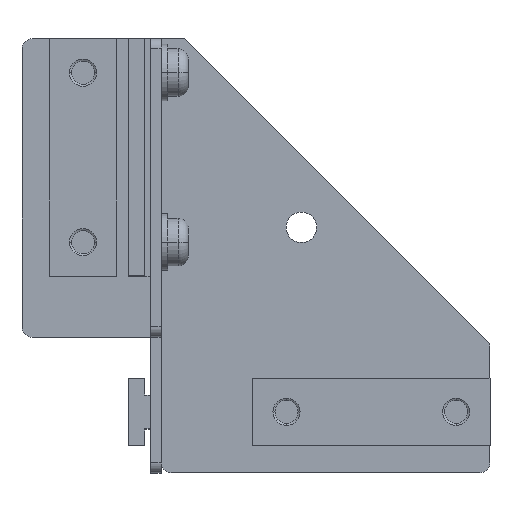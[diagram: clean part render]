
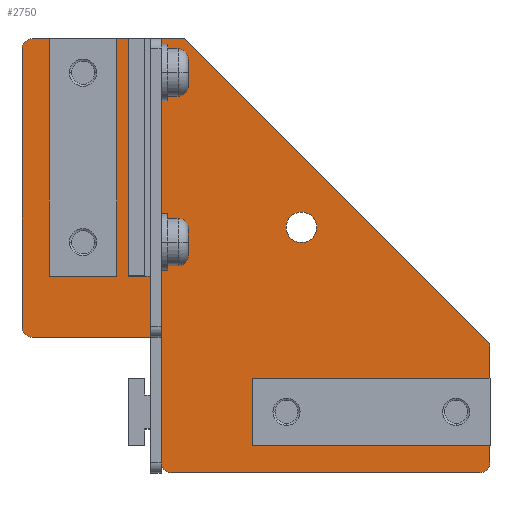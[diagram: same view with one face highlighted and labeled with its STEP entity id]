
A CAD part, top view. The second image highlights one B-rep face of the part: STEP entity #2750.
In plain terms, the highlighted face is planar.
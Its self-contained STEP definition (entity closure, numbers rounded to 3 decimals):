
#10=CARTESIAN_POINT('',(8.17,-4.408,
109.4));
#20=DIRECTION('',(1.,0.,0.));
#30=DIRECTION('',(0.,1.,0.));
#40=AXIS2_PLACEMENT_3D('',#10,#20,#30);
#50=PLANE('',#40);
#60=CARTESIAN_POINT('',(8.17,35.338,220.));
#70=DIRECTION('',(-1.,0.,0.));
#80=DIRECTION('',(0.,-1.,0.));
#90=AXIS2_PLACEMENT_3D('',#60,#70,#80);
#100=CIRCLE('',#90,4.5);
#110=CARTESIAN_POINT('',(8.17,39.838,220.));
#120=VERTEX_POINT('',#110);
#130=CARTESIAN_POINT('',(8.17,30.838,220.));
#140=VERTEX_POINT('',#130);
#150=EDGE_CURVE('',#120,#140,#100,.T.);
#160=ORIENTED_EDGE('',*,*,#150,.T.);
#170=CARTESIAN_POINT('',(8.17,39.838,
109.4));
#180=DIRECTION('',(0.,0.,1.));
#190=VECTOR('',#180,1.);
#200=LINE('',#170,#190);
#210=CARTESIAN_POINT('',(8.17,39.838,225.));
#220=VERTEX_POINT('',#210);
#230=EDGE_CURVE('',#120,#220,#200,.T.);
#240=ORIENTED_EDGE('',*,*,#230,.F.);
#250=CARTESIAN_POINT('',(8.17,35.338,225.));
#260=DIRECTION('',(-1.,0.,0.));
#270=DIRECTION('',(0.,-1.,0.));
#280=AXIS2_PLACEMENT_3D('',#250,#260,#270);
#290=CIRCLE('',#280,4.5);
#300=CARTESIAN_POINT('',(8.17,30.838,225.));
#310=VERTEX_POINT('',#300);
#320=EDGE_CURVE('',#310,#220,#290,.T.);
#330=ORIENTED_EDGE('',*,*,#320,.T.);
#340=CARTESIAN_POINT('',(8.17,30.838,
109.4));
#350=DIRECTION('',(0.,0.,-1.));
#360=VECTOR('',#350,1.);
#370=LINE('',#340,#360);
#380=EDGE_CURVE('',#310,#140,#370,.T.);
#390=ORIENTED_EDGE('',*,*,#380,.F.);
#400=EDGE_LOOP('',(#390,#330,#240,#160));
#410=FACE_BOUND('',#400,.T.);
#420=CARTESIAN_POINT('',(8.17,85.338,225.));
#430=DIRECTION('',(-1.,0.,0.));
#440=DIRECTION('',(0.,-1.,0.));
#450=AXIS2_PLACEMENT_3D('',#420,#430,#440);
#460=CIRCLE('',#450,4.5);
#470=CARTESIAN_POINT('',(8.17,80.838,225.));
#480=VERTEX_POINT('',#470);
#490=CARTESIAN_POINT('',(8.17,89.838,225.));
#500=VERTEX_POINT('',#490);
#510=EDGE_CURVE('',#480,#500,#460,.T.);
#520=ORIENTED_EDGE('',*,*,#510,.T.);
#530=CARTESIAN_POINT('',(8.17,80.838,
109.4));
#540=DIRECTION('',(0.,0.,-1.));
#550=VECTOR('',#540,1.);
#560=LINE('',#530,#550);
#570=CARTESIAN_POINT('',(8.17,80.838,220.));
#580=VERTEX_POINT('',#570);
#590=EDGE_CURVE('',#480,#580,#560,.T.);
#600=ORIENTED_EDGE('',*,*,#590,.F.);
#610=CARTESIAN_POINT('',(8.17,85.338,220.));
#620=DIRECTION('',(-1.,0.,0.));
#630=DIRECTION('',(0.,-1.,0.));
#640=AXIS2_PLACEMENT_3D('',#610,#620,#630);
#650=CIRCLE('',#640,4.5);
#660=CARTESIAN_POINT('',(8.17,89.838,220.));
#670=VERTEX_POINT('',#660);
#680=EDGE_CURVE('',#670,#580,#650,.T.);
#690=ORIENTED_EDGE('',*,*,#680,.T.);
#700=CARTESIAN_POINT('',(8.17,89.838,
109.4));
#710=DIRECTION('',(0.,0.,1.));
#720=VECTOR('',#710,1.);
#730=LINE('',#700,#720);
#740=EDGE_CURVE('',#670,#500,#730,.T.);
#750=ORIENTED_EDGE('',*,*,#740,.F.);
#760=EDGE_LOOP('',(#750,#690,#600,#520));
#770=FACE_BOUND('',#760,.T.);
#780=CARTESIAN_POINT('',(8.17,39.731,
155.607));
#790=DIRECTION('',(-1.,0.,0.));
#800=DIRECTION('',(0.,0.,1.));
#810=AXIS2_PLACEMENT_3D('',#780,#790,#800);
#820=CIRCLE('',#810,4.5);
#830=CARTESIAN_POINT('',(8.17,39.731,
160.107));
#840=VERTEX_POINT('',#830);
#850=CARTESIAN_POINT('',(8.17,39.731,
151.107));
#860=VERTEX_POINT('',#850);
#870=EDGE_CURVE('',#840,#860,#820,.T.);
#880=ORIENTED_EDGE('',*,*,#870,.T.);
#890=EDGE_CURVE('',#860,#840,#820,.T.);
#900=ORIENTED_EDGE('',*,*,#890,.T.);
#910=EDGE_LOOP('',(#900,#880));
#920=FACE_BOUND('',#910,.T.);
#930=CARTESIAN_POINT('',(8.17,-14.662,110.));
#940=DIRECTION('',(-1.,0.,0.));
#950=DIRECTION('',(0.,-1.,0.));
#960=AXIS2_PLACEMENT_3D('',#930,#940,#950);
#970=CIRCLE('',#960,4.5);
#980=CARTESIAN_POINT('',(8.17,-14.662,114.5));
#990=VERTEX_POINT('',#980);
#1000=CARTESIAN_POINT('',(8.17,-14.662,105.5));
#1010=VERTEX_POINT('',#1000);
#1020=EDGE_CURVE('',#990,#1010,#970,.T.);
#1030=ORIENTED_EDGE('',*,*,#1020,.T.);
#1040=CARTESIAN_POINT('',(8.17,-4.408,114.5));
#1050=DIRECTION('',(0.,-1.,0.));
#1060=VECTOR('',#1050,1.);
#1070=LINE('',#1040,#1060);
#1080=CARTESIAN_POINT('',(8.17,-19.662,114.5));
#1090=VERTEX_POINT('',#1080);
#1100=EDGE_CURVE('',#990,#1090,#1070,.T.);
#1110=ORIENTED_EDGE('',*,*,#1100,.F.);
#1120=CARTESIAN_POINT('',(8.17,-19.662,110.));
#1130=DIRECTION('',(-1.,0.,0.));
#1140=DIRECTION('',(0.,-1.,0.));
#1150=AXIS2_PLACEMENT_3D('',#1120,#1130,#1140);
#1160=CIRCLE('',#1150,4.5);
#1170=CARTESIAN_POINT('',(8.17,-19.662,105.5));
#1180=VERTEX_POINT('',#1170);
#1190=EDGE_CURVE('',#1180,#1090,#1160,.T.);
#1200=ORIENTED_EDGE('',*,*,#1190,.T.);
#1210=CARTESIAN_POINT('',(8.17,-4.408,105.5));
#1220=DIRECTION('',(0.,1.,0.));
#1230=VECTOR('',#1220,1.);
#1240=LINE('',#1210,#1230);
#1250=EDGE_CURVE('',#1180,#1010,#1240,.T.);
#1260=ORIENTED_EDGE('',*,*,#1250,.F.);
#1270=EDGE_LOOP('',(#1260,#1200,#1110,#1030));
#1280=FACE_BOUND('',#1270,.T.);
#1290=CARTESIAN_POINT('',(8.17,-14.662,160.));
#1300=DIRECTION('',(-1.,0.,0.));
#1310=DIRECTION('',(0.,-1.,0.));
#1320=AXIS2_PLACEMENT_3D('',#1290,#1300,#1310);
#1330=CIRCLE('',#1320,4.5);
#1340=CARTESIAN_POINT('',(8.17,-14.662,164.5));
#1350=VERTEX_POINT('',#1340);
#1360=CARTESIAN_POINT('',(8.17,-14.662,155.5));
#1370=VERTEX_POINT('',#1360);
#1380=EDGE_CURVE('',#1350,#1370,#1330,.T.);
#1390=ORIENTED_EDGE('',*,*,#1380,.T.);
#1400=CARTESIAN_POINT('',(8.17,-4.408,164.5));
#1410=DIRECTION('',(0.,-1.,0.));
#1420=VECTOR('',#1410,1.);
#1430=LINE('',#1400,#1420);
#1440=CARTESIAN_POINT('',(8.17,-19.662,164.5));
#1450=VERTEX_POINT('',#1440);
#1460=EDGE_CURVE('',#1350,#1450,#1430,.T.);
#1470=ORIENTED_EDGE('',*,*,#1460,.F.);
#1480=CARTESIAN_POINT('',(8.17,-19.662,160.));
#1490=DIRECTION('',(-1.,0.,0.));
#1500=DIRECTION('',(0.,-1.,0.));
#1510=AXIS2_PLACEMENT_3D('',#1480,#1490,#1500);
#1520=CIRCLE('',#1510,4.5);
#1530=CARTESIAN_POINT('',(8.17,-19.662,155.5));
#1540=VERTEX_POINT('',#1530);
#1550=EDGE_CURVE('',#1540,#1450,#1520,.T.);
#1560=ORIENTED_EDGE('',*,*,#1550,.T.);
#1570=CARTESIAN_POINT('',(8.17,-4.408,155.5));
#1580=DIRECTION('',(0.,1.,0.));
#1590=VECTOR('',#1580,1.);
#1600=LINE('',#1570,#1590);
#1610=EDGE_CURVE('',#1540,#1370,#1600,.T.);
#1620=ORIENTED_EDGE('',*,*,#1610,.F.);
#1630=EDGE_LOOP('',(#1620,#1560,#1470,#1390));
#1640=FACE_BOUND('',#1630,.T.);
#1650=CARTESIAN_POINT('',(8.17,-29.662,103.));
#1660=DIRECTION('',(1.,0.,0.));
#1670=DIRECTION('',(0.,1.,0.));
#1680=AXIS2_PLACEMENT_3D('',#1650,#1660,#1670);
#1690=CIRCLE('',#1680,3.);
#1700=CARTESIAN_POINT('',(8.17,-32.662,103.));
#1710=VERTEX_POINT('',#1700);
#1720=CARTESIAN_POINT('',(8.17,-29.662,100.));
#1730=VERTEX_POINT('',#1720);
#1740=EDGE_CURVE('',#1710,#1730,#1690,.T.);
#1750=ORIENTED_EDGE('',*,*,#1740,.T.);
#1760=CARTESIAN_POINT('',(8.17,-32.662,
109.4));
#1770=DIRECTION('',(0.,0.,1.));
#1780=VECTOR('',#1770,1.);
#1790=LINE('',#1760,#1780);
#1800=CARTESIAN_POINT('',(8.17,-32.662,193.9));
#1810=VERTEX_POINT('',#1800);
#1820=EDGE_CURVE('',#1710,#1810,#1790,.T.);
#1830=ORIENTED_EDGE('',*,*,#1820,.F.);
#1840=CARTESIAN_POINT('',(8.17,-29.662,193.9));
#1850=DIRECTION('',(-1.,0.,0.));
#1860=DIRECTION('',(0.,-1.,0.));
#1870=AXIS2_PLACEMENT_3D('',#1840,#1850,#1860);
#1880=CIRCLE('',#1870,3.);
#1890=CARTESIAN_POINT('',(8.17,-29.662,196.9));
#1900=VERTEX_POINT('',#1890);
#1910=EDGE_CURVE('',#1810,#1900,#1880,.T.);
#1920=ORIENTED_EDGE('',*,*,#1910,.F.);
#1930=CARTESIAN_POINT('',(8.17,-4.408,196.9));
#1940=DIRECTION('',(0.,1.,0.));
#1950=VECTOR('',#1940,1.);
#1960=LINE('',#1930,#1950);
#1970=CARTESIAN_POINT('',(8.17,57.338,196.9));
#1980=VERTEX_POINT('',#1970);
#1990=EDGE_CURVE('',#1900,#1980,#1960,.T.);
#2000=ORIENTED_EDGE('',*,*,#1990,.F.);
#2010=CARTESIAN_POINT('',(8.17,57.338,
109.4));
#2020=DIRECTION('',(0.,0.,1.));
#2030=VECTOR('',#2020,1.);
#2040=LINE('',#2010,#2030);
#2050=CARTESIAN_POINT('',(8.17,57.338,
200.1));
#2060=VERTEX_POINT('',#2050);
#2070=EDGE_CURVE('',#1980,#2060,#2040,.T.);
#2080=ORIENTED_EDGE('',*,*,#2070,.F.);
#2090=CARTESIAN_POINT('',(8.17,-4.408,
200.1));
#2100=DIRECTION('',(0.,-1.,0.));
#2110=VECTOR('',#2100,1.);
#2120=LINE('',#2090,#2110);
#2130=CARTESIAN_POINT('',(8.17,7.338,
200.1));
#2140=VERTEX_POINT('',#2130);
#2150=EDGE_CURVE('',#2060,#2140,#2120,.T.);
#2160=ORIENTED_EDGE('',*,*,#2150,.F.);
#2170=CARTESIAN_POINT('',(8.17,7.338,240.));
#2180=DIRECTION('',(0.,0.,-1.));
#2190=VECTOR('',#2180,1.);
#2200=LINE('',#2170,#2190);
#2210=CARTESIAN_POINT('',(8.17,7.338,235.));
#2220=VERTEX_POINT('',#2210);
#2230=EDGE_CURVE('',#2220,#2140,#2200,.T.);
#2240=ORIENTED_EDGE('',*,*,#2230,.T.);
#2250=CARTESIAN_POINT('',(8.17,10.338,235.));
#2260=DIRECTION('',(-1.,0.,0.));
#2270=DIRECTION('',(0.,-1.,0.));
#2280=AXIS2_PLACEMENT_3D('',#2250,#2260,#2270);
#2290=CIRCLE('',#2280,3.);
#2300=CARTESIAN_POINT('',(8.17,10.338,238.));
#2310=VERTEX_POINT('',#2300);
#2320=EDGE_CURVE('',#2220,#2310,#2290,.T.);
#2330=ORIENTED_EDGE('',*,*,#2320,.F.);
#2340=CARTESIAN_POINT('',(8.17,105.338,238.));
#2350=DIRECTION('',(0.,-1.,0.));
#2360=VECTOR('',#2350,1.);
#2370=LINE('',#2340,#2360);
#2380=CARTESIAN_POINT('',(8.17,92.338,238.));
#2390=VERTEX_POINT('',#2380);
#2400=EDGE_CURVE('',#2390,#2310,#2370,.T.);
#2410=ORIENTED_EDGE('',*,*,#2400,.T.);
#2420=CARTESIAN_POINT('',(8.17,92.338,235.));
#2430=DIRECTION('',(-1.,0.,0.));
#2440=DIRECTION('',(0.,-1.,0.));
#2450=AXIS2_PLACEMENT_3D('',#2420,#2430,#2440);
#2460=CIRCLE('',#2450,3.);
#2470=CARTESIAN_POINT('',(8.17,95.338,235.));
#2480=VERTEX_POINT('',#2470);
#2490=EDGE_CURVE('',#2390,#2480,#2460,.T.);
#2500=ORIENTED_EDGE('',*,*,#2490,.F.);
#2510=CARTESIAN_POINT('',(8.17,95.338,90.));
#2520=DIRECTION('',(0.,0.,1.));
#2530=VECTOR('',#2520,1.);
#2540=LINE('',#2510,#2530);
#2550=CARTESIAN_POINT('',(8.17,95.338,190.));
#2560=VERTEX_POINT('',#2550);
#2570=EDGE_CURVE('',#2560,#2480,#2540,.T.);
#2580=ORIENTED_EDGE('',*,*,#2570,.T.);
#2590=CARTESIAN_POINT('',(8.17,14.738,
109.4));
#2600=DIRECTION('',(0.,-0.707,-0.707));
#2610=VECTOR('',#2600,1.);
#2620=LINE('',#2590,#2610);
#2630=CARTESIAN_POINT('',(8.17,5.338,100.));
#2640=VERTEX_POINT('',#2630);
#2650=EDGE_CURVE('',#2560,#2640,#2620,.T.);
#2660=ORIENTED_EDGE('',*,*,#2650,.F.);
#2670=CARTESIAN_POINT('',(8.17,-34.662,100.));
#2680=DIRECTION('',(0.,1.,0.));
#2690=VECTOR('',#2680,1.);
#2700=LINE('',#2670,#2690);
#2710=EDGE_CURVE('',#1730,#2640,#2700,.T.);
#2720=ORIENTED_EDGE('',*,*,#2710,.T.);
#2730=EDGE_LOOP('',(#2720,#2660,#2580,#2500,#2410,#2330,#2240,#2160,
#2080,#2000,#1920,#1830,#1750));
#2740=FACE_OUTER_BOUND('',#2730,.T.);
#2750=ADVANCED_FACE('',(#410,#770,#920,#1280,#1640,#2740),#50,.T.);
